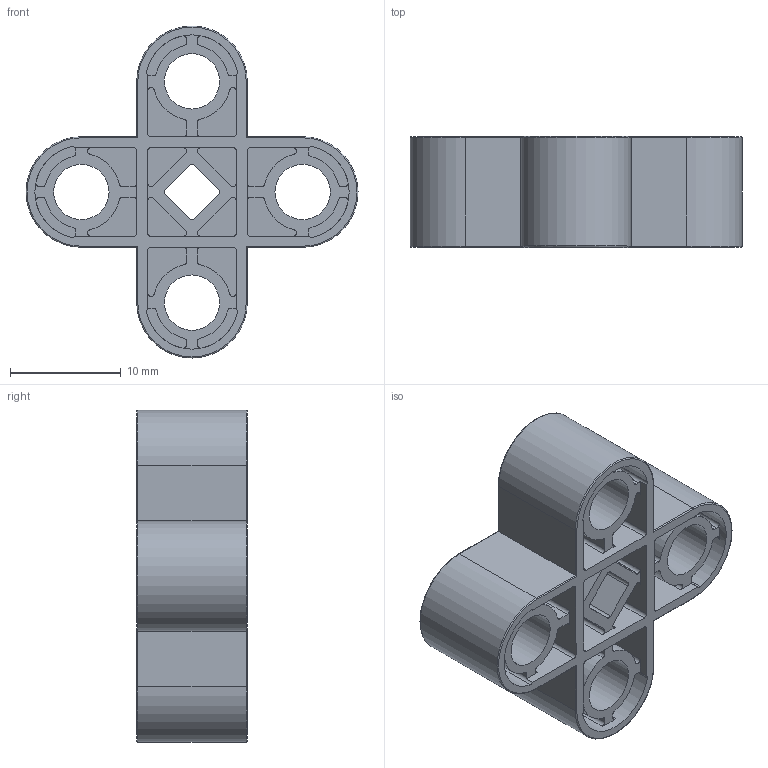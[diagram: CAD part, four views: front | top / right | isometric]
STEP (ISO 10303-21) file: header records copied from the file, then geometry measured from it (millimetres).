
FILE_DESCRIPTION(/* description */ (''),/* implementation_level */ '2;1');
FILE_NAME(/* name */ 'AXb3.stp',/* time_stamp */ '2019-05-08T09:20:34+02:00',/* author */ ('Varga Daniel'),/* organization */ (''),/* preprocessor_version */ 'ST-DEVELOPER v18',/* originating_system */ 'Autodesk Inventor 2020',/* authorisation */ '');
FILE_SCHEMA (('AUTOMOTIVE_DESIGN { 1 0 10303 214 3 1 1 }'));
Length unit declared in the file: millimetre
Products named in the file (1): AXb3
Bounding box: 30 x 10 x 30 mm (x, y, z)
Volume: 2234.5 mm3; surface area: 4472.8 mm2
Topology: 1 solids, 1 shells, 412 faces, 1176 edges, 776 vertices
Faces by surface type: cylinder 236, plane 168, torus 8
Full cylindrical faces by diameter (mm): 5 x4
Entity records: 13673 total; most frequent: DIRECTION 2506, CARTESIAN_POINT 2365, ORIENTED_EDGE 2352, EDGE_CURVE 1176, AXIS2_PLACEMENT_3D 917, VERTEX_POINT 776, LINE 672, VECTOR 672
